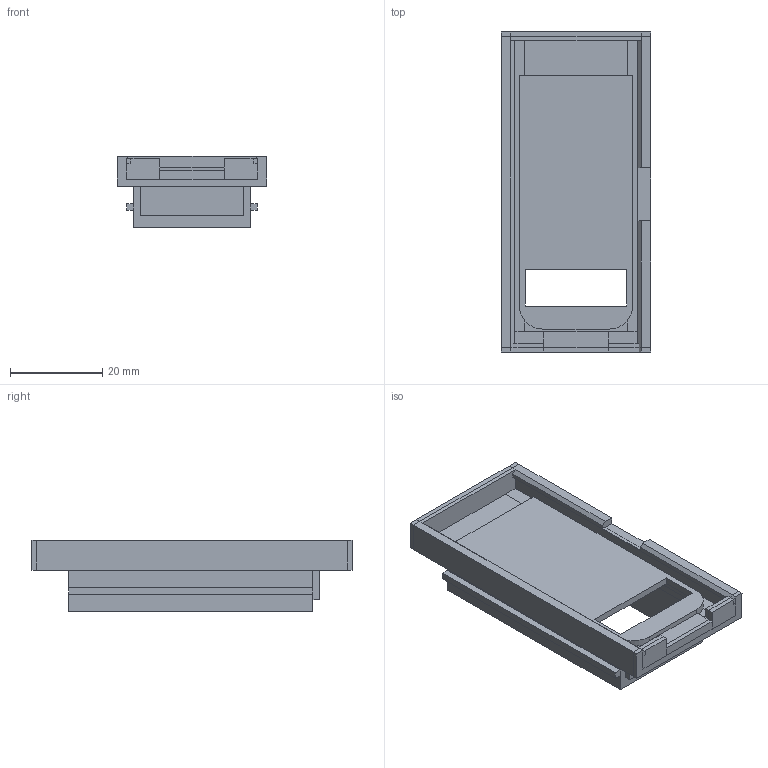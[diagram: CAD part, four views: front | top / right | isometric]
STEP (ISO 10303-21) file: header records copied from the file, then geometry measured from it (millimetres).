
FILE_DESCRIPTION(('FreeCAD Model'),'2;1');
FILE_NAME('Open CASCADE Shape Model','2023-08-13T19:31:56',('Author'),( ''),'Open CASCADE STEP processor 7.6','FreeCAD','Unknown');
FILE_SCHEMA(('AUTOMOTIVE_DESIGN { 1 0 10303 214 1 1 1 1 }'));
Length unit declared in the file: millimetre
Products named in the file (1): CaseTop
Bounding box: 32.4 x 69.5 x 15.5 mm (x, y, z)
Volume: 8532.6 mm3; surface area: 10464.4 mm2
Topology: 1 solids, 1 shells, 142 faces, 372 edges, 232 vertices
Faces by surface type: plane 140, cylinder 2
Entity records: 4242 total; most frequent: CARTESIAN_POINT 747, ORIENTED_EDGE 744, DIRECTION 662, EDGE_CURVE 372, LINE 368, VECTOR 368, VERTEX_POINT 232, AXIS2_PLACEMENT_3D 147
